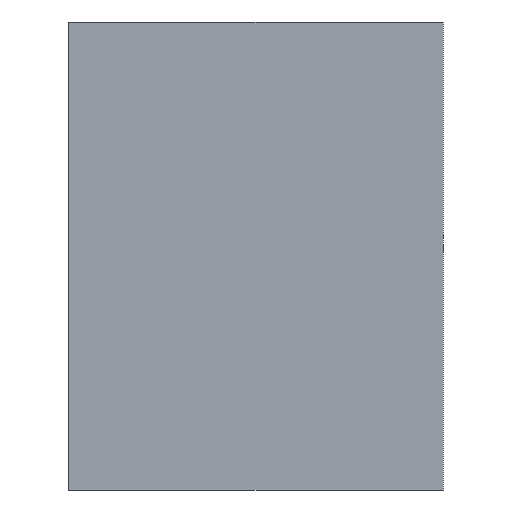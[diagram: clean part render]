
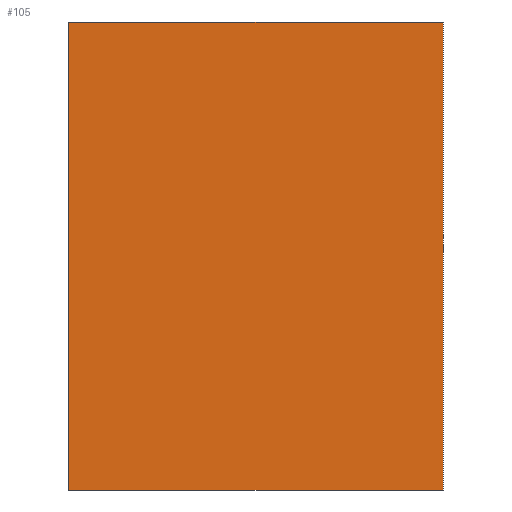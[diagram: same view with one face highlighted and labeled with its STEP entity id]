
A CAD part, left-side view. The second image highlights one B-rep face of the part: STEP entity #105.
In plain terms, the highlighted planar face has unit normal (-1, 0, 0).
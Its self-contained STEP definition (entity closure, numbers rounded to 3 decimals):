
#105 = ADVANCED_FACE ( 'NONE', ( #912 ), #1111, .F. ) ;
#107 = CARTESIAN_POINT ( 'NONE',  ( -0.55, 0.4, 0.25 ) ) ;
#112 = LINE ( 'NONE', #753, #293 ) ;
#116 = VECTOR ( 'NONE', #1014, 1000. ) ;
#159 = VERTEX_POINT ( 'NONE', #169 ) ;
#167 = DIRECTION ( 'NONE',  ( 0., -1., 0. ) ) ;
#169 = CARTESIAN_POINT ( 'NONE',  ( -0.55, 0., 0.25 ) ) ;
#189 = VERTEX_POINT ( 'NONE', #1096 ) ;
#193 = VECTOR ( 'NONE', #1049, 1000. ) ;
#244 = CARTESIAN_POINT ( 'NONE',  ( -0.55, 0., -0.25 ) ) ;
#253 = CARTESIAN_POINT ( 'NONE',  ( -0.55, 0., -0.25 ) ) ;
#293 = VECTOR ( 'NONE', #1168, 1000. ) ;
#329 = DIRECTION ( 'NONE',  ( 0., 0., -1. ) ) ;
#354 = EDGE_CURVE ( 'NONE', #189, #1195, #1201, .T. ) ;
#482 = EDGE_CURVE ( 'NONE', #159, #1195, #806, .T. ) ;
#548 = CARTESIAN_POINT ( 'NONE',  ( -0.55, 0., 0.25 ) ) ;
#577 = ORIENTED_EDGE ( 'NONE', *, *, #645, .F. ) ;
#611 = VERTEX_POINT ( 'NONE', #107 ) ;
#619 = CARTESIAN_POINT ( 'NONE',  ( -0.55, 0., 0.25 ) ) ;
#645 = EDGE_CURVE ( 'NONE', #611, #159, #885, .T. ) ;
#717 = DIRECTION ( 'NONE',  ( 1., 0., 0. ) ) ;
#731 = EDGE_LOOP ( 'NONE', ( #1190, #916, #577, #836 ) ) ;
#753 = CARTESIAN_POINT ( 'NONE',  ( -0.55, 0.4, 0.25 ) ) ;
#791 = VECTOR ( 'NONE', #167, 1000. ) ;
#806 = LINE ( 'NONE', #548, #116 ) ;
#836 = ORIENTED_EDGE ( 'NONE', *, *, #1050, .T. ) ;
#885 = LINE ( 'NONE', #1054, #193 ) ;
#912 = FACE_OUTER_BOUND ( 'NONE', #731, .T. ) ;
#916 = ORIENTED_EDGE ( 'NONE', *, *, #482, .F. ) ;
#1014 = DIRECTION ( 'NONE',  ( 0., 0., -1. ) ) ;
#1049 = DIRECTION ( 'NONE',  ( 0., -1., 0. ) ) ;
#1050 = EDGE_CURVE ( 'NONE', #611, #189, #112, .T. ) ;
#1054 = CARTESIAN_POINT ( 'NONE',  ( -0.55, 0., 0.25 ) ) ;
#1096 = CARTESIAN_POINT ( 'NONE',  ( -0.55, 0.4, -0.25 ) ) ;
#1111 = PLANE ( 'NONE',  #1134 ) ;
#1134 = AXIS2_PLACEMENT_3D ( 'NONE', #619, #717, #329 ) ;
#1168 = DIRECTION ( 'NONE',  ( 0., 0., -1. ) ) ;
#1190 = ORIENTED_EDGE ( 'NONE', *, *, #354, .T. ) ;
#1195 = VERTEX_POINT ( 'NONE', #253 ) ;
#1201 = LINE ( 'NONE', #244, #791 ) ;
